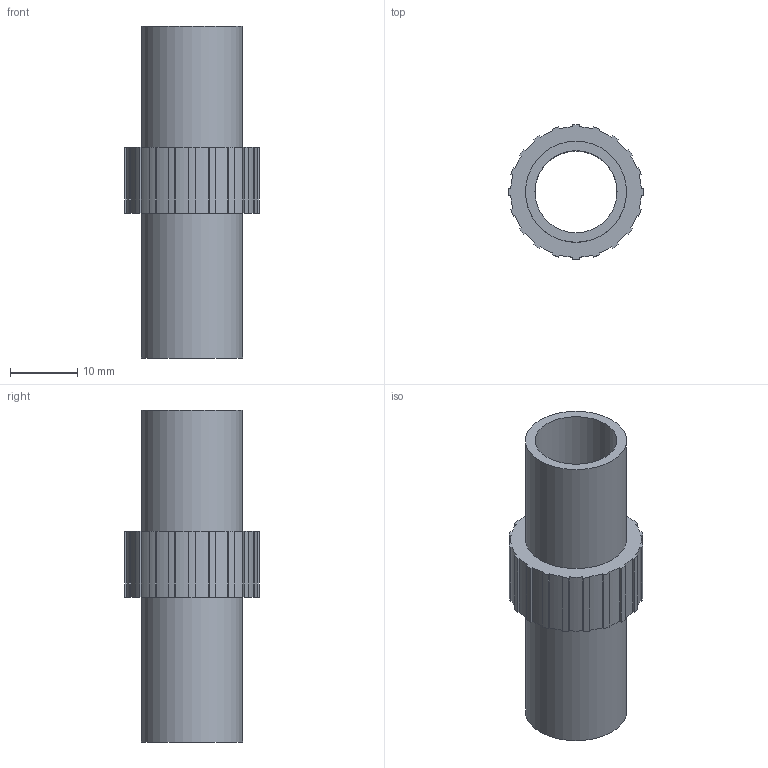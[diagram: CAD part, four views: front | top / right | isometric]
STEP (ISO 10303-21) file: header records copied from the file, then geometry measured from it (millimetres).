
FILE_DESCRIPTION(/* description */ (''),/* implementation_level */ '2;1');
FILE_NAME(/* name */ '15M15M.step',/* time_stamp */ '2020-04-02T13:31:04+03:00',/* author */ (''),/* organization */ (''),/* preprocessor_version */ 'ST-DEVELOPER v18',/* originating_system */ 'Autodesk Translation Framework v8.12.0.6',/* authorisation */ '');
FILE_SCHEMA (('AUTOMOTIVE_DESIGN { 1 0 10303 214 3 1 1 }'));
Length unit declared in the file: millimetre
Products named in the file (1): hosecoupling2
Bounding box: 20 x 20 x 49.3 mm (x, y, z)
Volume: 4172.8 mm3; surface area: 4835.4 mm2
Topology: 1 solids, 1 shells, 87 faces, 249 edges, 166 vertices
Faces by surface type: plane 44, cylinder 43
Full cylindrical faces by diameter (mm): 12.2 x1, 15 x2
Entity records: 2913 total; most frequent: DIRECTION 511, CARTESIAN_POINT 503, ORIENTED_EDGE 498, EDGE_CURVE 249, AXIS2_PLACEMENT_3D 174, VERTEX_POINT 166, LINE 163, VECTOR 163
